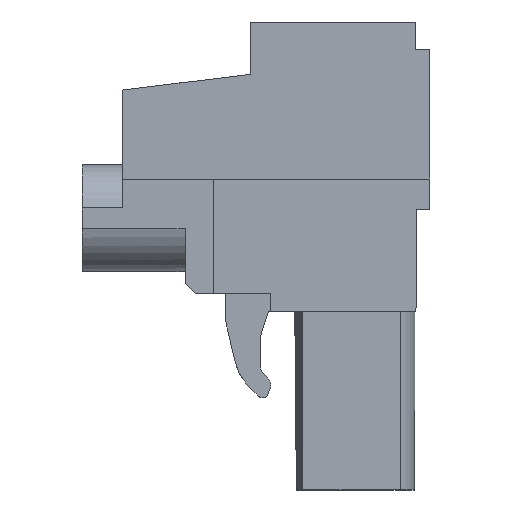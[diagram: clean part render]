
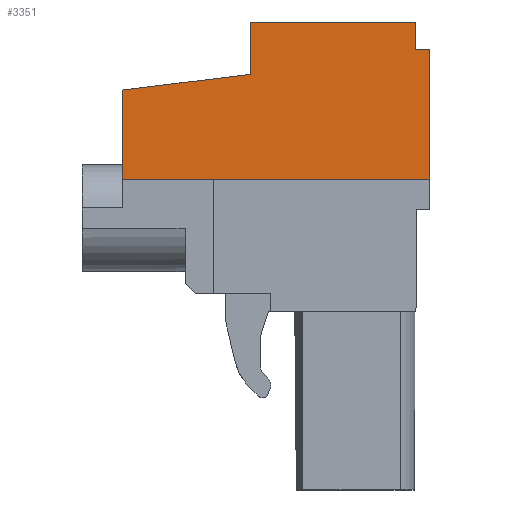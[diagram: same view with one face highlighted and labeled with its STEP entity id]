
A CAD part, left-side view. The second image highlights one B-rep face of the part: STEP entity #3351.
In plain terms, the highlighted planar face has unit normal (-1, 0, 0).
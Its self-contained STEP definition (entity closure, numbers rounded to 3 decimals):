
#3299=AXIS2_PLACEMENT_3D('Plane Axis2P3D',#3296,#3297,#3298) ;
#398=CARTESIAN_POINT('Vertex',(0.,0.,21.9)) ;
#401=CARTESIAN_POINT('Line Origine',(0.,0.,18.675)) ;
#405=CARTESIAN_POINT('Vertex',(0.,0.,15.45)) ;
#3280=CARTESIAN_POINT('Vertex',(0.,0.7,21.9)) ;
#3283=CARTESIAN_POINT('Line Origine',(0.,0.35,21.9)) ;
#3296=CARTESIAN_POINT('Axis2P3D Location',(0.,0.,0.)) ;
#3301=CARTESIAN_POINT('Line Origine',(0.,0.7,22.575)) ;
#3305=CARTESIAN_POINT('Vertex',(0.,0.7,23.25)) ;
#3308=CARTESIAN_POINT('Line Origine',(0.,4.8,23.25)) ;
#3312=CARTESIAN_POINT('Vertex',(0.,8.9,23.25)) ;
#3315=CARTESIAN_POINT('Line Origine',(0.,8.9,21.95)) ;
#3319=CARTESIAN_POINT('Vertex',(0.,8.9,20.65)) ;
#3322=CARTESIAN_POINT('Line Origine',(0.,12.075,20.26)) ;
#3326=CARTESIAN_POINT('Vertex',(0.,15.25,19.87)) ;
#3329=CARTESIAN_POINT('Line Origine',(0.,15.25,17.66)) ;
#3333=CARTESIAN_POINT('Vertex',(0.,15.25,15.45)) ;
#3336=CARTESIAN_POINT('Line Origine',(0.,7.625,15.45)) ;
#402=DIRECTION('Vector Direction',(0.,0.,-1.)) ;
#3284=DIRECTION('Vector Direction',(0.,-1.,0.)) ;
#3297=DIRECTION('Axis2P3D Direction',(-1.,0.,0.)) ;
#3298=DIRECTION('Axis2P3D XDirection',(0.,0.,1.)) ;
#3302=DIRECTION('Vector Direction',(0.,0.,-1.)) ;
#3309=DIRECTION('Vector Direction',(0.,-1.,0.)) ;
#3316=DIRECTION('Vector Direction',(0.,0.,1.)) ;
#3323=DIRECTION('Vector Direction',(0.,-0.993,0.122)) ;
#3330=DIRECTION('Vector Direction',(0.,0.,-1.)) ;
#3337=DIRECTION('Vector Direction',(0.,-1.,0.)) ;
#403=VECTOR('Line Direction',#402,1.) ;
#3285=VECTOR('Line Direction',#3284,1.) ;
#3303=VECTOR('Line Direction',#3302,1.) ;
#3310=VECTOR('Line Direction',#3309,1.) ;
#3317=VECTOR('Line Direction',#3316,1.) ;
#3324=VECTOR('Line Direction',#3323,1.) ;
#3331=VECTOR('Line Direction',#3330,1.) ;
#3338=VECTOR('Line Direction',#3337,1.) ;
#3342=ORIENTED_EDGE('',*,*,#407,.T.) ;
#3343=ORIENTED_EDGE('',*,*,#3287,.T.) ;
#3344=ORIENTED_EDGE('',*,*,#3307,.T.) ;
#3345=ORIENTED_EDGE('',*,*,#3314,.T.) ;
#3346=ORIENTED_EDGE('',*,*,#3321,.T.) ;
#3347=ORIENTED_EDGE('',*,*,#3328,.T.) ;
#3348=ORIENTED_EDGE('',*,*,#3335,.T.) ;
#3349=ORIENTED_EDGE('',*,*,#3340,.F.) ;
#3351=ADVANCED_FACE('HOUSING',(#3350),#3300,.T.) ;
#407=EDGE_CURVE('',#406,#399,#404,.F.) ;
#3287=EDGE_CURVE('',#399,#3281,#3286,.F.) ;
#3307=EDGE_CURVE('',#3281,#3306,#3304,.F.) ;
#3314=EDGE_CURVE('',#3306,#3313,#3311,.F.) ;
#3321=EDGE_CURVE('',#3313,#3320,#3318,.F.) ;
#3328=EDGE_CURVE('',#3320,#3327,#3325,.F.) ;
#3335=EDGE_CURVE('',#3327,#3334,#3332,.T.) ;
#3340=EDGE_CURVE('',#406,#3334,#3339,.F.) ;
#3341=EDGE_LOOP('',(#3342,#3343,#3344,#3345,#3346,#3347,#3348,#3349)) ;
#3350=FACE_OUTER_BOUND('',#3341,.T.) ;
#404=LINE('Line',#401,#403) ;
#3286=LINE('Line',#3283,#3285) ;
#3304=LINE('Line',#3301,#3303) ;
#3311=LINE('Line',#3308,#3310) ;
#3318=LINE('Line',#3315,#3317) ;
#3325=LINE('Line',#3322,#3324) ;
#3332=LINE('Line',#3329,#3331) ;
#3339=LINE('Line',#3336,#3338) ;
#3300=PLANE('',#3299) ;
#399=VERTEX_POINT('',#398) ;
#406=VERTEX_POINT('',#405) ;
#3281=VERTEX_POINT('',#3280) ;
#3306=VERTEX_POINT('',#3305) ;
#3313=VERTEX_POINT('',#3312) ;
#3320=VERTEX_POINT('',#3319) ;
#3327=VERTEX_POINT('',#3326) ;
#3334=VERTEX_POINT('',#3333) ;
